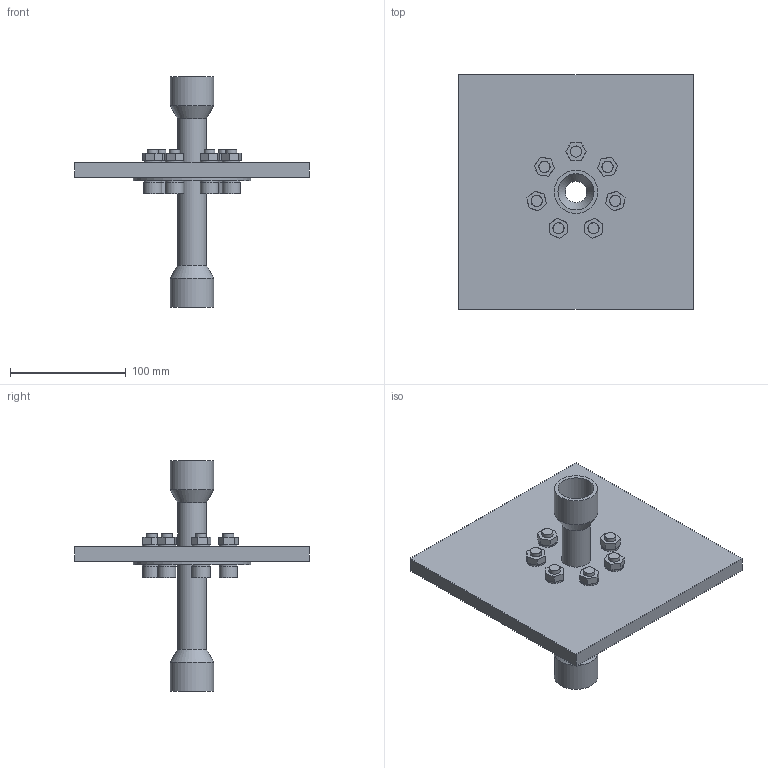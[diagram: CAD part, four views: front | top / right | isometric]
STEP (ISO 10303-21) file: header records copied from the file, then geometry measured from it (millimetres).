
FILE_DESCRIPTION((('zoo.dev export')), '2;1');
FILE_NAME('dump.step', '2025-01-13T20:23:40.073472111+00:00', ('Author unknown'), ('Organization unknown'), 'zoo.dev beta', 'zoo.dev', 'Authorization unknown');
FILE_SCHEMA(('AP203_CONFIGURATION_CONTROLLED_3D_DESIGN_OF_MECHANICAL_PARTS_AND_ASSEMBLIES_MIM_LF'));
Length unit declared in the file: metre
Products named in the file (38): UNIDENTIFIED_PRODUCT
Bounding box: 203.2 x 203.2 x 199.8 mm (x, y, z)
Volume: 617268.3 mm3; surface area: 169191.6 mm2
Topology: 38 solids, 38 shells, 255 faces, 507 edges, 335 vertices
Faces by surface type: plane 178, cylinder 73, bspline 4
Full cylindrical faces by diameter (mm): 9.525 x7, 9.779 x21, 10.033 x14, 15.691 x7, 15.875 x14, 18.542 x1, 24.892 x2, 25.4 x2, 31.242 x2, 37.592 x2, 101.6 x1
Entity records: 6761 total; most frequent: CARTESIAN_POINT 1167, DIRECTION 978, ORIENTED_EDGE 860, EDGE_CURVE 509, EDGE_LOOP 415, FACE_BOUND 415, AXIS2_PLACEMENT_3D 396, VECTOR 364
